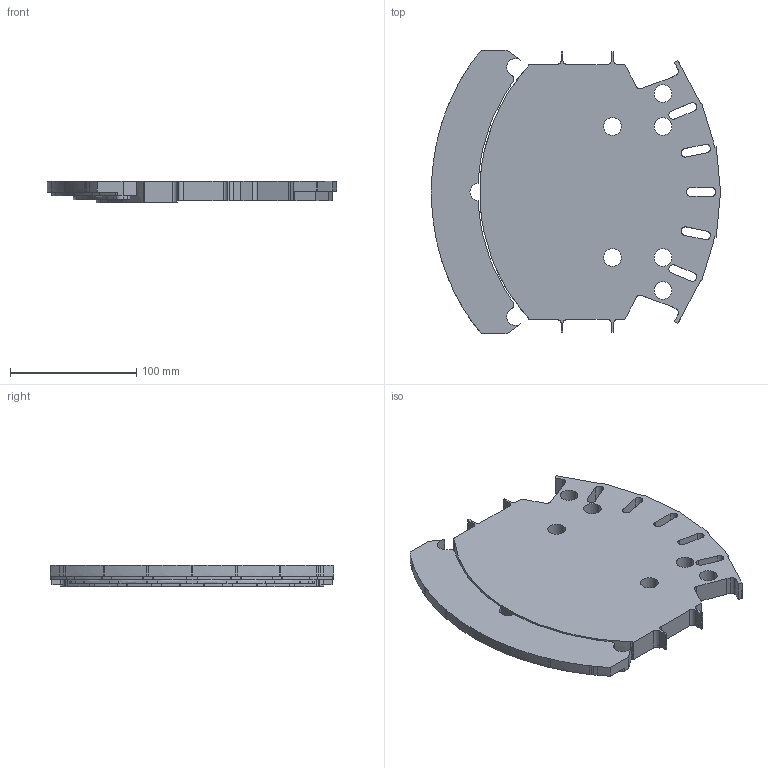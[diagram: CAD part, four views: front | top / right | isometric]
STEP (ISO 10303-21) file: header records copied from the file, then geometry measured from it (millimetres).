
FILE_DESCRIPTION(('STEP AP214'),'1');
FILE_NAME('LATTICE_partie_superieure_SANS_NERVURES.step','2016-07-12T14:54:39',(' '),('ANSOFT Corporation'),'Spatial InterOp 3D',' ',' ');
FILE_SCHEMA(('automotive_design'));
Length unit declared in the file: millimetre
Products named in the file (2): 1; 2
Bounding box: 229.16 x 224.37 x 16.74 mm (x, y, z)
Volume: 584942.5 mm3; surface area: 107682.4 mm2
Topology: 2 solids, 2 shells, 275 faces, 807 edges, 536 vertices
Faces by surface type: cylinder 114, plane 111, extrusion 49, bspline 1
Entity records: 12255 total; most frequent: CARTESIAN_POINT 2583, ORIENTED_EDGE 1614, DIRECTION 1468, EDGE_CURVE 807, VERTEX_POINT 536, VECTOR 526, LINE 477, AXIS2_PLACEMENT_3D 471
